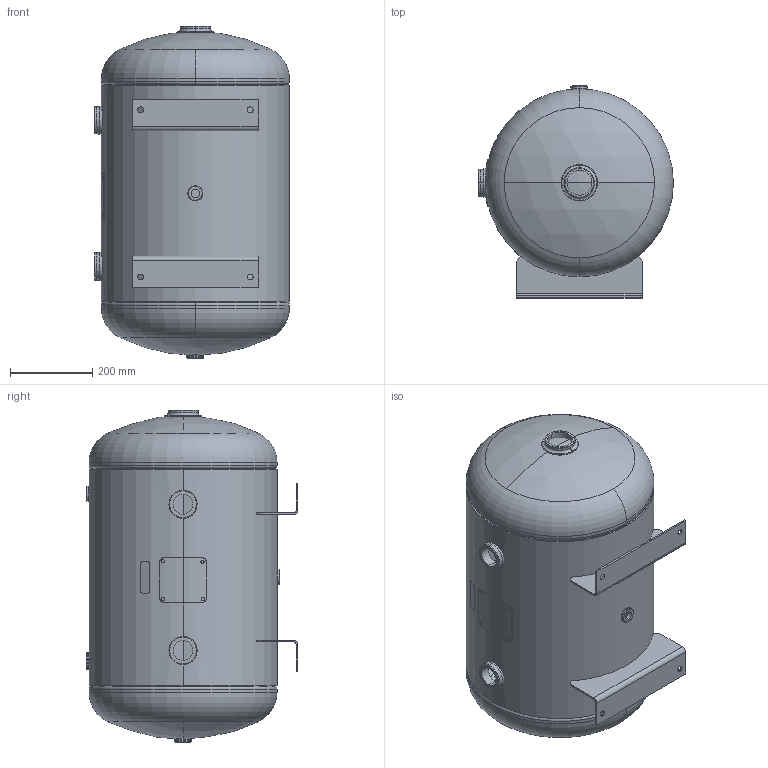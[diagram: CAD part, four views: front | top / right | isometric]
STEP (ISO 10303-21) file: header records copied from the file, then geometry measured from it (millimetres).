
FILE_DESCRIPTION (( 'STEP AP214' ), '1' );
FILE_NAME ('304946.STEP', '2025-07-17T21:01:59', ( '' ), ( '' ), 'SwSTEP 2.0', 'SolidWorks 2022', '' );
FILE_SCHEMA (( 'AUTOMOTIVE_DESIGN' ));
Length unit declared in the file: inch
Products named in the file (10): A84500; PHOENIX FLAT FLANGE_0750; PHOENIX RAD FLANGE_150P957 OR; PHOENIX FLAT FLANGE_0500P393; PHOENIX FLAT FLANGE_2000; S36195; NP-HOR_18; 304946; HEAD_18X130JOG; 304946-SL
Assembly tree (14 placements, depth 2):
  304946
    304946-SL
    HEAD_18X130JOG  x2
    PHOENIX FLAT FLANGE_0750  x2
    PHOENIX FLAT FLANGE_0500P393  x2
    PHOENIX FLAT FLANGE_2000
    A84500  x2
    NP-HOR_18
    S36195
    PHOENIX RAD FLANGE_150P957 OR  x2
Bounding box: 473.69 x 515.14 x 807.55 mm (x, y, z)
Volume: 5218390.9 mm3; surface area: 2885825 mm2
Topology: 14 solids, 14 shells, 296 faces, 650 edges, 392 vertices
Faces by surface type: torus 104, cylinder 100, plane 66, bspline 18, sphere 8
Entity records: 10345 total; most frequent: CARTESIAN_POINT 5671, DIRECTION 929, ORIENTED_EDGE 830, EDGE_CURVE 415, AXIS2_PLACEMENT_3D 410, VERTEX_POINT 254, CIRCLE 228, EDGE_LOOP 217
